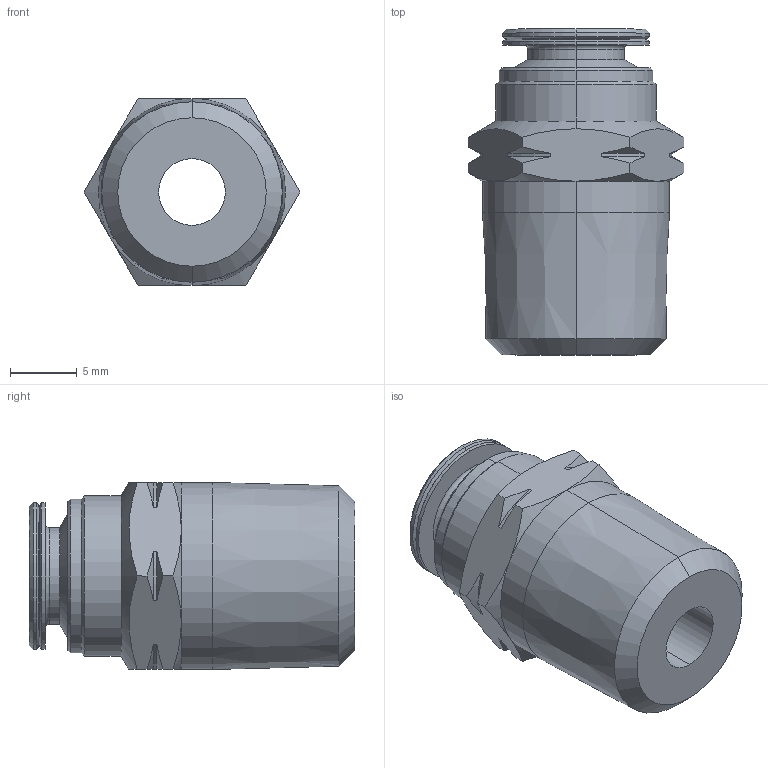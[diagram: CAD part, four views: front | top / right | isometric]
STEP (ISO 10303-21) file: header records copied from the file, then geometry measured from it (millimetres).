
FILE_DESCRIPTION (( 'STEP AP203' ), '1' );
FILE_NAME ('MM010032.STEP', '2010-08-06T11:39:19', ( '' ), ( 'sopra-pneumatic' ), 'SwSTEP 2.0', 'SolidWorks 2009', '' );
FILE_SCHEMA (( 'CONFIG_CONTROL_DESIGN' ));
Length unit declared in the file: millimetre
Products named in the file (1): MM010032
Bounding box: 16.17 x 24.4 x 14 mm (x, y, z)
Volume: 2556.2 mm3; surface area: 1789.9 mm2
Topology: 1 solids, 1 shells, 93 faces, 216 edges, 128 vertices
Faces by surface type: cone 44, cylinder 24, plane 23, torus 2
Entity records: 2845 total; most frequent: CARTESIAN_POINT 696, DIRECTION 434, ORIENTED_EDGE 432, EDGE_CURVE 216, AXIS2_PLACEMENT_3D 174, VERTEX_POINT 128, EDGE_LOOP 98, FACE_OUTER_BOUND 93
